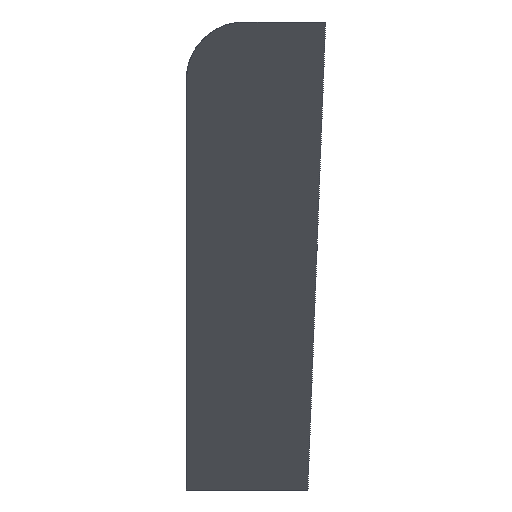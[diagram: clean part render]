
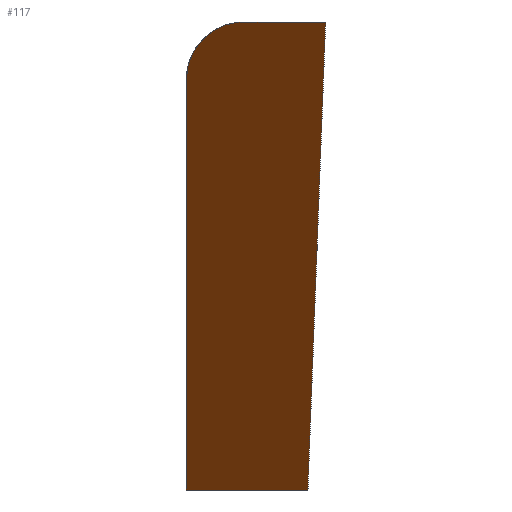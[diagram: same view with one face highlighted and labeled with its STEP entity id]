
A CAD part, left-side view. The second image highlights one B-rep face of the part: STEP entity #117.
In plain terms, the highlighted planar face has unit normal (-0.688, 0, -0.726).
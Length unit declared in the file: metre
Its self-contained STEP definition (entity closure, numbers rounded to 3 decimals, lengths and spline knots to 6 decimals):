
#13=ELLIPSE('',#138,0.002182,0.0015);
#19=ORIENTED_EDGE('',*,*,#49,.T.);
#20=ORIENTED_EDGE('',*,*,#50,.T.);
#21=ORIENTED_EDGE('',*,*,#45,.T.);
#22=ORIENTED_EDGE('',*,*,#51,.F.);
#23=ORIENTED_EDGE('',*,*,#52,.F.);
#45=EDGE_CURVE('',#60,#61,#70,.T.);
#49=EDGE_CURVE('',#64,#65,#74,.F.);
#50=EDGE_CURVE('',#65,#60,#13,.F.);
#51=EDGE_CURVE('',#66,#61,#75,.F.);
#52=EDGE_CURVE('',#64,#66,#76,.T.);
#60=VERTEX_POINT('',#181);
#61=VERTEX_POINT('',#182);
#64=VERTEX_POINT('',#190);
#65=VERTEX_POINT('',#191);
#66=VERTEX_POINT('',#194);
#70=LINE('',#180,#83);
#74=LINE('',#189,#87);
#75=LINE('',#193,#88);
#76=LINE('',#195,#89);
#83=VECTOR('',#149,1.);
#87=VECTOR('',#155,1.);
#88=VECTOR('',#158,1.);
#89=VECTOR('',#159,1.);
#97=EDGE_LOOP('',(#19,#20,#21,#22,#23));
#104=FACE_BOUND('',#97,.T.);
#111=PLANE('',#137);
#117=ADVANCED_FACE('',(#104),#111,.F.);
#137=AXIS2_PLACEMENT_3D('',#188,#153,#154);
#138=AXIS2_PLACEMENT_3D('',#192,#156,#157);
#149=DIRECTION('',(0.726,0.,-0.688));
#153=DIRECTION('',(0.688,0.,0.726));
#154=DIRECTION('',(0.726,0.,-0.688));
#155=DIRECTION('',(0.,-1.,0.));
#156=DIRECTION('',(0.688,0.,0.726));
#157=DIRECTION('',(0.726,0.,-0.688));
#158=DIRECTION('',(0.,-1.,0.));
#159=DIRECTION('',(0.726,0.026,-0.687));
#180=CARTESIAN_POINT('',(0.101017,-0.08348,0.0157));
#181=CARTESIAN_POINT('',(0.102601,-0.08348,0.0142));
#182=CARTESIAN_POINT('',(0.1139,-0.08348,0.0035));
#188=CARTESIAN_POINT('',(0.055597,0.,0.058711));
#189=CARTESIAN_POINT('',(0.101017,-0.085296,0.0157));
#190=CARTESIAN_POINT('',(0.101017,-0.087113,0.0157));
#191=CARTESIAN_POINT('',(0.101017,-0.08498,0.0157));
#192=CARTESIAN_POINT('',(0.102601,-0.08498,0.0142));
#193=CARTESIAN_POINT('',(0.1139,-0.085065,0.0035));
#194=CARTESIAN_POINT('',(0.1139,-0.08665,0.0035));
#195=CARTESIAN_POINT('',(0.101017,-0.087113,0.0157));
